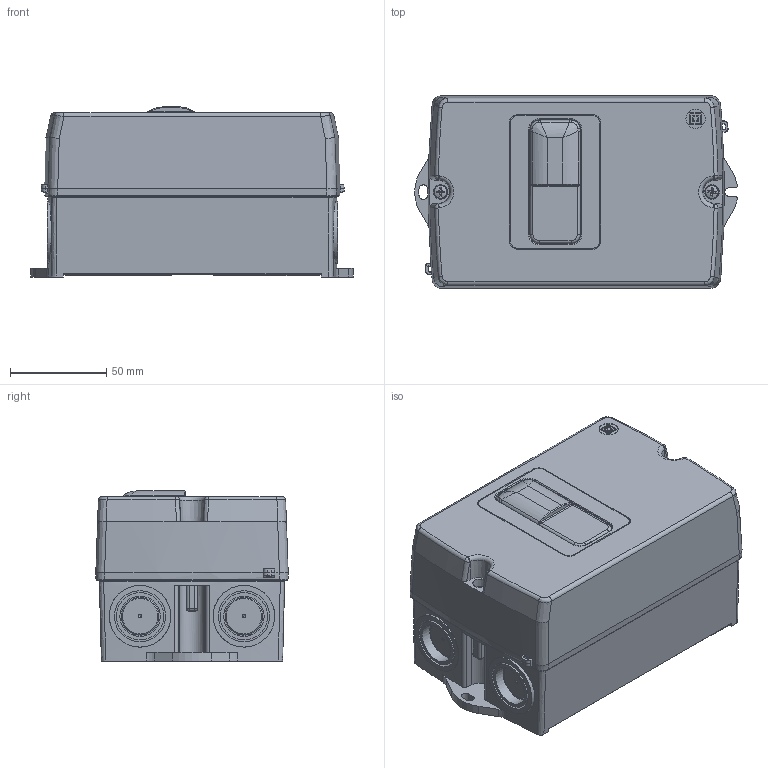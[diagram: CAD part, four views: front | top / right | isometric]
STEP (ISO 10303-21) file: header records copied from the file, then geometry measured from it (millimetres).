
FILE_DESCRIPTION(/* description */ (''),/* implementation_level */ '2;1');
FILE_NAME(/* name */ 'FILE_STP_CAD_DRAWING_3d_SM1Z1711P_prt.stp',/* time_stamp */ '2022-03-21T08:06:25+01:00',/* author */ (''),/* organization */ (''),/* preprocessor_version */ 'ST-DEVELOPER v16.7',/* originating_system */ 'SIEMENS PLM Software NX 12.0',/* authorisation */ '');
FILE_SCHEMA (('AUTOMOTIVE_DESIGN { 1 0 10303 214 3 1 1 1 }'));
Length unit declared in the file: millimetre
Products named in the file (1): 3d_SM1Z1711P
Bounding box: 167.72 x 100 x 88.5 mm (x, y, z)
Surface area: 112775 mm2 (no closed solid volume)
Topology: 0 solids, 36 shells, 922 faces, 3723 edges, 2778 vertices
Faces by surface type: plane 421, cylinder 234, bspline 140, cone 58, torus 55, sphere 14
Full cylindrical faces by diameter (mm): 10 x1, 21 x4, 24.6 x4, 26.6 x4, 32 x4
Entity records: 42018 total; most frequent: CARTESIAN_POINT 13207, ORIENTED_EDGE 5527, DIRECTION 5296, EDGE_CURVE 3650, VERTEX_POINT 2761, LINE 1894, VECTOR 1894, AXIS2_PLACEMENT_3D 1701
